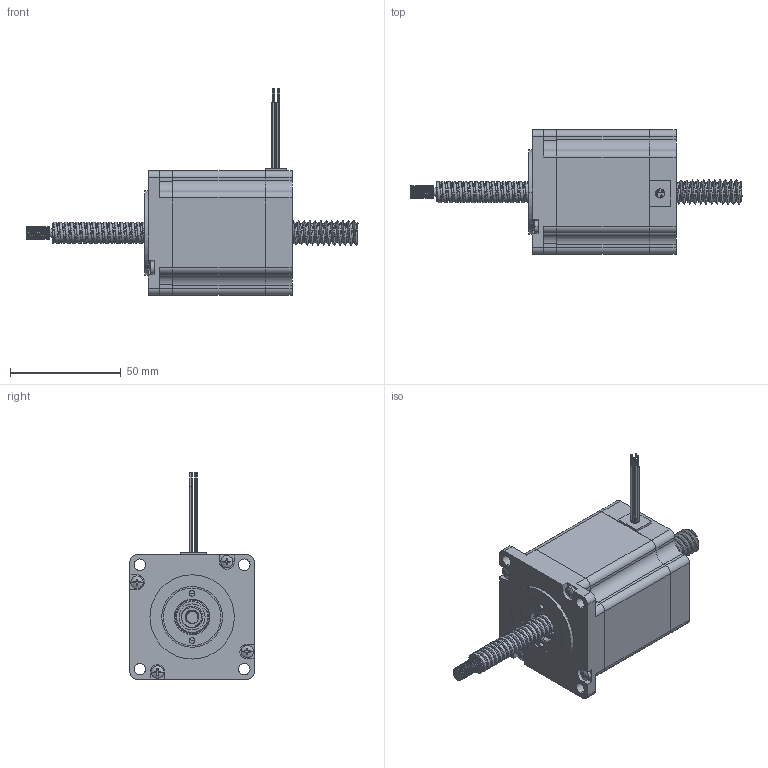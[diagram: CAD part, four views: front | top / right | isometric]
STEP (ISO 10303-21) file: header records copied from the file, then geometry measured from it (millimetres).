
FILE_DESCRIPTION (( 'STEP AP214' ), '1' );
FILE_NAME ('23N22-150.STEP', '2023-03-08T09:09:07', ( '' ), ( '' ), 'SwSTEP 2.0', 'SolidWorks 2022', '' );
FILE_SCHEMA (( 'AUTOMOTIVE_DESIGN' ));
Length unit declared in the file: millimetre
Products named in the file (24): 07-011(6902ZZ).STP; 06-009(预紧螺母).STP; 10-010(隔磁片).STP; 23N22-150.STP; 57双厚标签.STP; 04-018（23N2066铜轴）.STP; 09-009-2(红白).STP; 07-005（57双叠厚磁钢）.STP; 12-008(4线护线套).STP; 04-052注塑体.STP; 01-012(后盖).STP; 03-021(23H2066转子叠片).STP; 01-011(前盖).STP; 09-009-4(绿白).STP; 09-009-3(绿).STP; 02-027(23H2066定子磨削).STP; 23N22-150; 04-052（23N2066注塑铜轴）.STP; 03-039-13（23N2066转子总成，Z导程）.STP; 11-030（M3x61）.STP; 09-009-1(红).STP; 10-004(调整垫).STP; 02-028-2（23H2066定子总成2.5A）.STP; 零件1.STP
Assembly tree (31 placements, depth 5):
  23N22-150
    23N22-150.STP
      03-039-13（23N2066转子总成，Z导程）.STP
        04-052（23N2066注塑铜轴）.STP
          04-018（23N2066铜轴）.STP
          04-052注塑体.STP
        03-021(23H2066转子叠片).STP  x4
        07-005（57双叠厚磁钢）.STP  x2
        10-010(隔磁片).STP
      02-028-2（23H2066定子总成2.5A）.STP
        09-009-1(红).STP
        09-009-2(红白).STP
        09-009-3(绿).STP
        09-009-4(绿白).STP
        02-027(23H2066定子磨削).STP
        12-008(4线护线套).STP
      01-011(前盖).STP
      01-012(后盖).STP
      07-011(6902ZZ).STP  x2
      06-009(预紧螺母).STP
      10-004(调整垫).STP
      11-030（M3x61）.STP  x4
      零件1.STP
      57双厚标签.STP
Bounding box: 150 x 56.3 x 93.17 mm (x, y, z)
Volume: 139229.2 mm3; surface area: 98324.8 mm2
Topology: 27 solids, 29 shells, 2616 faces, 7569 edges, 5039 vertices
Faces by surface type: cylinder 1807, plane 779, cone 16, sphere 8, bspline 6
Entity records: 65069 total; most frequent: CARTESIAN_POINT 25745, DIRECTION 8359, ORIENTED_EDGE 8122, EDGE_CURVE 4061, AXIS2_PLACEMENT_3D 3159, VERTEX_POINT 2701, VECTOR 2041, LINE 2041
